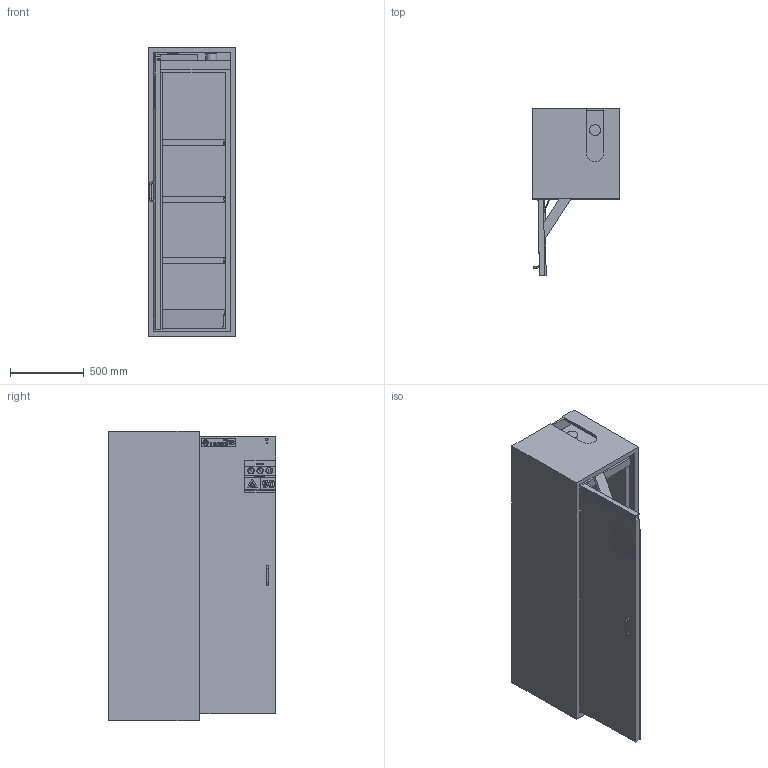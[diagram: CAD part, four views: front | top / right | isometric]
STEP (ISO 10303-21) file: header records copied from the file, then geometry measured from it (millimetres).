
FILE_DESCRIPTION(/* description */ (''),/* implementation_level */ '2;1');
FILE_NAME(/* name */ 'S90.196.060(.WDAS)_30227(30228)-001-30249_OD.stp',/* time_stamp */ '2017-02-24T13:31:25+01:00',/* author */ ('pproduktmanagement'),/* organization */ ('asecos® GmbH'),/* preprocessor_version */ 'ST-DEVELOPER v16.5',/* originating_system */ 'Autodesk Inventor 2017',/* authorisation */ '');
FILE_SCHEMA (('AUTOMOTIVE_DESIGN { 1 0 10303 214 3 1 1 }'));
Length unit declared in the file: millimetre
Products named in the file (2): S90.196.060(.WDAS)_30227(30228)-001-30249; S90.196.060(.WDAS)_30227(30228)-001-30249_OD
Assembly tree (1 placements, depth 2):
  S90.196.060(.WDAS)_30227(30228)-001-30249
    S90.196.060(.WDAS)_30227(30228)-001-30249_OD
Bounding box: 596.5 x 1135.38 x 1968 mm (x, y, z)
Volume: 292158800.1 mm3; surface area: 14298762.6 mm2
Topology: 13 solids, 17 shells, 749 faces, 1891 edges, 1254 vertices
Faces by surface type: plane 539, bspline 135, cylinder 73, torus 2
Full cylindrical faces by diameter (mm): 5 x4, 8 x4, 8.5 x1, 8.6 x1, 10.3 x3, 10.679 x1, 20 x20, 33.8 x1, 37.8 x1, 40 x1, 45 x3, 75 x2
Entity records: 23832 total; most frequent: CARTESIAN_POINT 5954, ORIENTED_EDGE 3670, DIRECTION 2941, EDGE_CURVE 1831, LINE 1415, VECTOR 1415, VERTEX_POINT 1234, EDGE_LOOP 923
